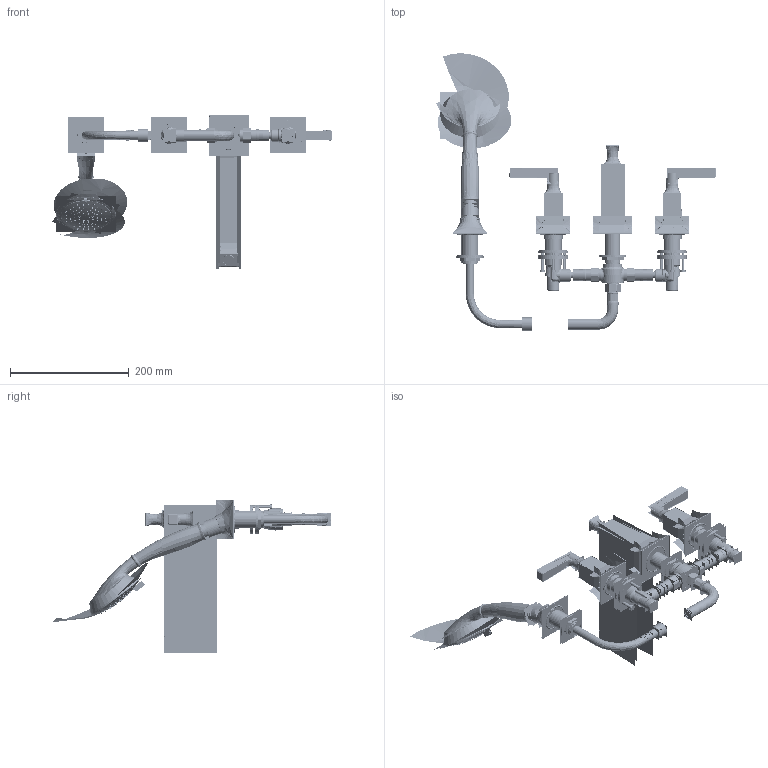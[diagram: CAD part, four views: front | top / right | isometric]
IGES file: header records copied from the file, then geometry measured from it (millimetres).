
Start section:  PTC IGES file: FFAS1600-601500BC0.igs
Global section: file name: FFAS1600-601500BC0.igs; native system: Creo Parametric by PTC Inc.; preprocessor: 2019224; author: 10114256; organization: Unknown; date: 20201204.094318; units: millimetre
Bounding box: 471 x 466.59 x 257.92 mm (x, y, z)
Surface area: 1349988.8 mm2 (no closed solid volume)
Topology: 0 solids, 0 shells, 9461 faces, 130322 edges, 172582 vertices
Faces by surface type: revolution 5719, bspline 3588, extrusion 154
